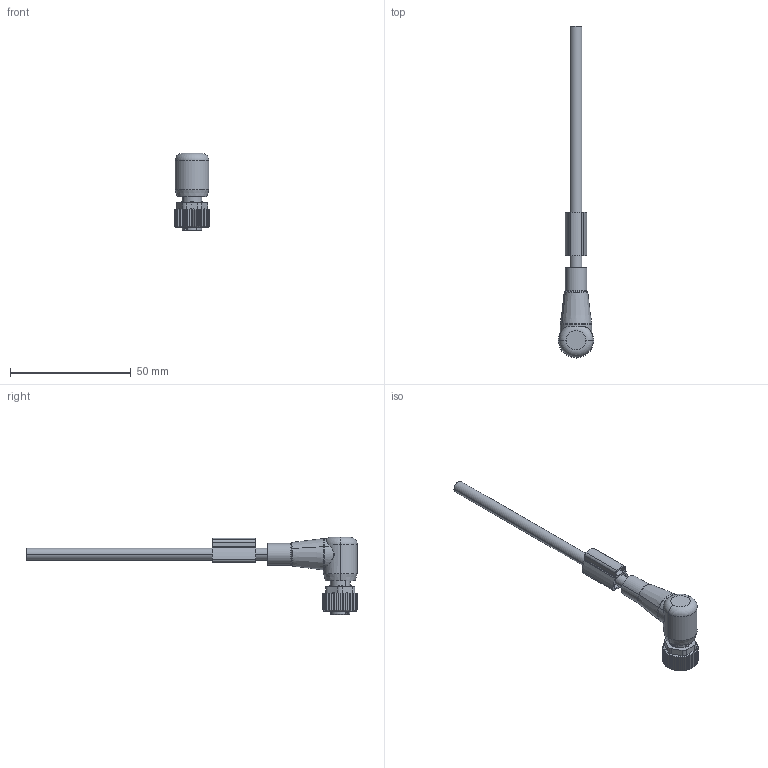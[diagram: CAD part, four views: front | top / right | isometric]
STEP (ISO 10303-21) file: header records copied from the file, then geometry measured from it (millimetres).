
FILE_DESCRIPTION(('CATIA V5 STEP Exchange','CAx-IF Rec.Pracs.--- Model Styling and Organization---1.4--- 2014-01-23'),'2;1');
FILE_NAME ('003110-4_0', '2020-04-10T08:10:02+00:00', ('none'), ('Weidmueller'), 'CATIA Version 5-6 Release 2016 SP3 HF44', 'CATIA V5 STEP AP214', 'none');
FILE_SCHEMA(('AUTOMOTIVE_DESIGN { 1 0 10303 214 1 1 1 1 }'));
Length unit declared in the file: millimetre
Products named in the file (1): 1007000500
Bounding box: 14.52 x 137.3 x 32 mm (x, y, z)
Volume: 8849.3 mm3; surface area: 8204.2 mm2
Topology: 36 solids, 36 shells, 904 faces, 2170 edges, 1371 vertices
Faces by surface type: plane 430, cylinder 276, cone 102, torus 65, bspline 23, revolution 4, sphere 4
Entity records: 26063 total; most frequent: CARTESIAN_POINT 7139, ORIENTED_EDGE 4304, DIRECTION 2933, EDGE_CURVE 2152, VERTEX_POINT 1371, AXIS2_PLACEMENT_3D 1319, VECTOR 1010, LINE 1010
